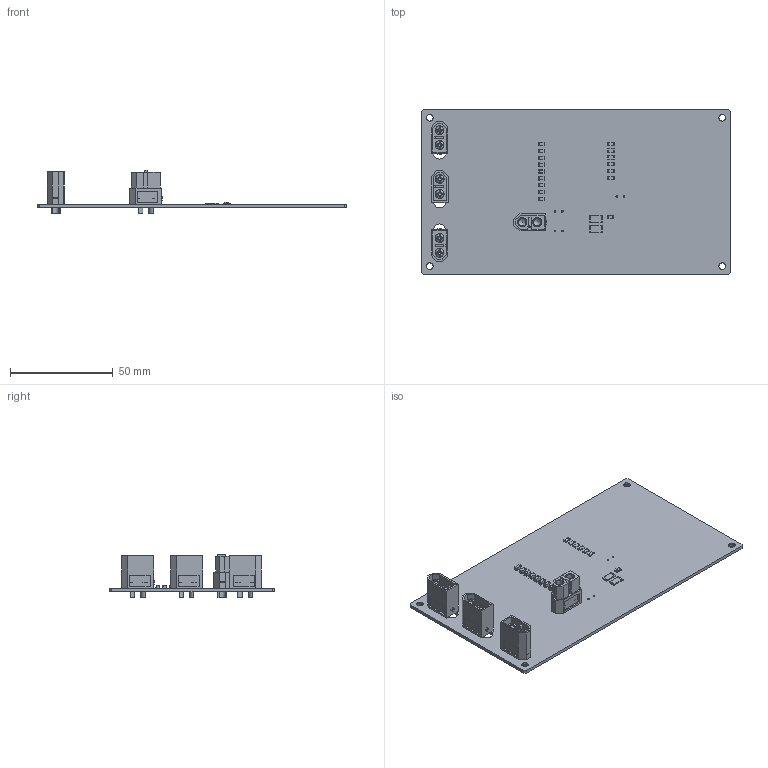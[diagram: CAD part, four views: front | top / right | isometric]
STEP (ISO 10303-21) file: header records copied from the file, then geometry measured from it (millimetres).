
FILE_DESCRIPTION(('KiCad electronic assembly'),'2;1');
FILE_NAME('rps01.step','2023-05-06T13:05:20',('Pcbnew'),('Kicad'), 'Open CASCADE STEP processor 7.6','KiCad to STEP converter','Unknown' );
FILE_SCHEMA(('AUTOMOTIVE_DESIGN { 1 0 10303 214 1 1 1 1 }'));
Length unit declared in the file: millimetre
Products named in the file (14): rps01 1; AMASS_XT60-M_1x02_P7.2mm_Vertical; COMPOUND; R_2512_6332Metric; SOLID; C_1206_3216Metric; R_1206_3216Metric; LED_1206_3216Metric; AMASS_XT60-F_1x02_P7.2mm_Vertical; PCB
Assembly tree (29 placements, depth 3):
  rps01 1
    AMASS_XT60-M_1x02_P7.2mm_Vertical  x3
      COMPOUND
    R_2512_6332Metric  x2
      SOLID
    C_1206_3216Metric  x9
      SOLID
    R_1206_3216Metric  x6
      SOLID
    LED_1206_3216Metric
      SOLID
    AMASS_XT60-F_1x02_P7.2mm_Vertical
      COMPOUND
    PCB
Bounding box: 150 x 80 x 21.2 mm (x, y, z)
Volume: 23323 mm3; surface area: 34141.8 mm2
Topology: 31 solids, 31 shells, 1145 faces, 3047 edges, 2006 vertices
Faces by surface type: plane 827, cylinder 278, bspline 24, cone 16
Full cylindrical faces by diameter (mm): 0.85 x6, 3 x8, 3.5 x2, 4.3 x16, 4.5 x4, 6 x14
Entity records: 37273 total; most frequent: CARTESIAN_POINT 7616, DIRECTION 5329, LINE 3751, VECTOR 3751, ORIENTED_EDGE 2814, PCURVE 2814, DEFINITIONAL_REPRESENTATION 2814, EDGE_CURVE 1407
